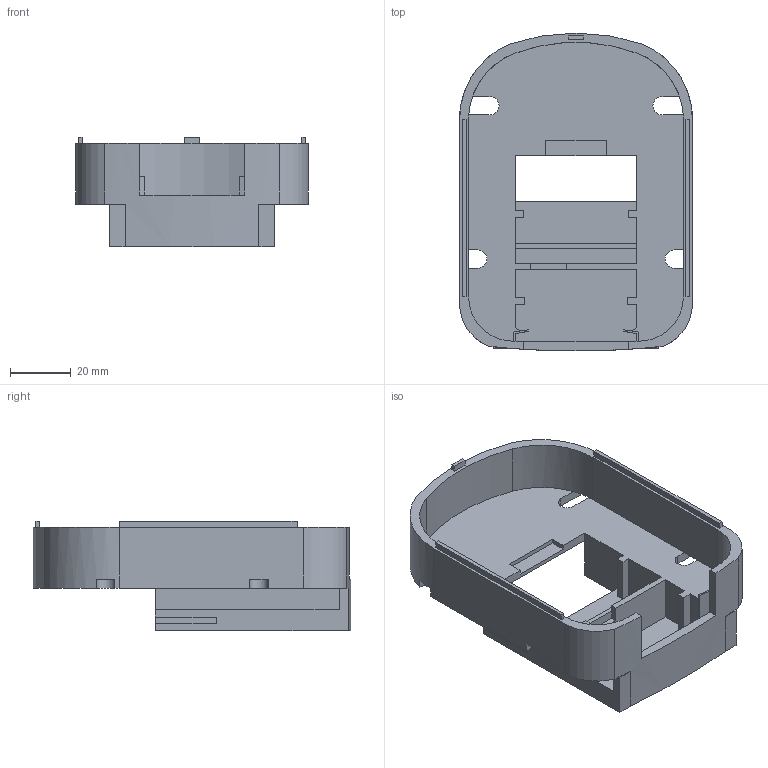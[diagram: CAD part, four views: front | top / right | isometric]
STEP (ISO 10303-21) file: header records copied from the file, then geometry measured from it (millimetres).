
FILE_DESCRIPTION(('FreeCAD Model'),'2;1');
FILE_NAME('Open CASCADE Shape Model','2026-02-01T19:29:01',(''),(''), 'Open CASCADE STEP processor 7.9','FreeCAD','Unknown');
FILE_SCHEMA(('AUTOMOTIVE_DESIGN { 1 0 10303 214 1 1 1 1 }'));
Length unit declared in the file: millimetre
Products named in the file (1): Top
Bounding box: 76.5 x 104.37 x 36 mm (x, y, z)
Volume: 44396.3 mm3; surface area: 34041.7 mm2
Topology: 1 solids, 1 shells, 131 faces, 404 edges, 268 vertices
Faces by surface type: plane 114, cylinder 17
Entity records: 4504 total; most frequent: ORIENTED_EDGE 808, CARTESIAN_POINT 804, DIRECTION 724, EDGE_CURVE 404, LINE 348, VECTOR 348, VERTEX_POINT 268, AXIS2_PLACEMENT_3D 188
